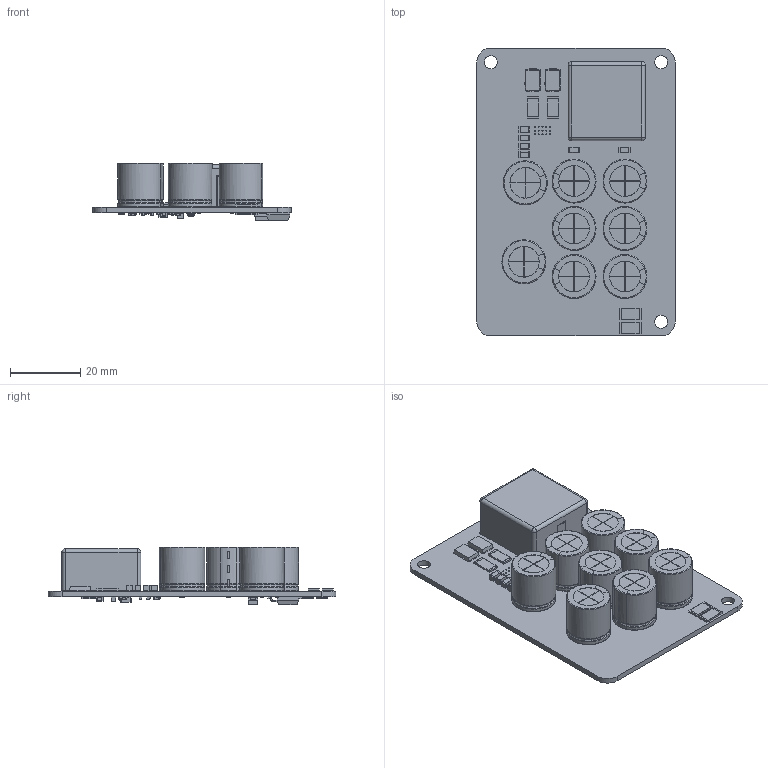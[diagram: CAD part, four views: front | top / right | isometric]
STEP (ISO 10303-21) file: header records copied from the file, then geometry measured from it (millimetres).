
FILE_DESCRIPTION(('KiCad electronic assembly'),'2;1');
FILE_NAME('High_Current_Buck.step','2019-11-06T14:34:04',('An Author'),( 'A Company'),'Open CASCADE STEP processor 6.9', 'KiCad to STEP converter','Unknown');
FILE_SCHEMA(('AUTOMOTIVE_DESIGN { 1 0 10303 214 1 1 1 1 }'));
Length unit declared in the file: millimetre
Products named in the file (24): Open CASCADE STEP translator 6.9 1; C_0603_1608Metric; SOLID; R_2512_6332Metric; C_0805_2012Metric; R_0603_1608Metric; TO-252-2; L_Wuerth_HCI-2212; D_SMA; D_SOD-323; TO-277A; CP_Radial_D12.5mm_P5.00mm; C_1206_3216Metric; COMPOUND
Assembly tree (57 placements, depth 3):
  Open CASCADE STEP translator 6.9 1
    C_0603_1608Metric  x7
      SOLID
    R_2512_6332Metric  x7
      SOLID
    C_0805_2012Metric  x2
      SOLID
    R_0603_1608Metric  x8
      SOLID
    TO-252-2
      SOLID
    L_Wuerth_HCI-2212
      SOLID
    D_SMA
      SOLID
    D_SOD-323
      SOLID
    TO-277A  x2
      SOLID
    CP_Radial_D12.5mm_P5.00mm  x8
      SOLID
    C_1206_3216Metric  x7
      SOLID
    COMPOUND
Bounding box: 56.5 x 82 x 16.52 mm (x, y, z)
Volume: 25596.3 mm3; surface area: 19831.9 mm2
Topology: 46 solids, 54 shells, 1610 faces, 4222 edges, 2786 vertices
Faces by surface type: plane 945, cylinder 505, bspline 92, revolution 48, torus 16, sphere 4
Full cylindrical faces by diameter (mm): 0.3 x15, 0.9 x16, 1 x1, 1.2 x16, 3.7 x3
Entity records: 38518 total; most frequent: CARTESIAN_POINT 8305, DIRECTION 4942, LINE 3109, VECTOR 3109, ORIENTED_EDGE 2632, PCURVE 2632, DEFINITIONAL_REPRESENTATION 2632, EDGE_CURVE 1316
